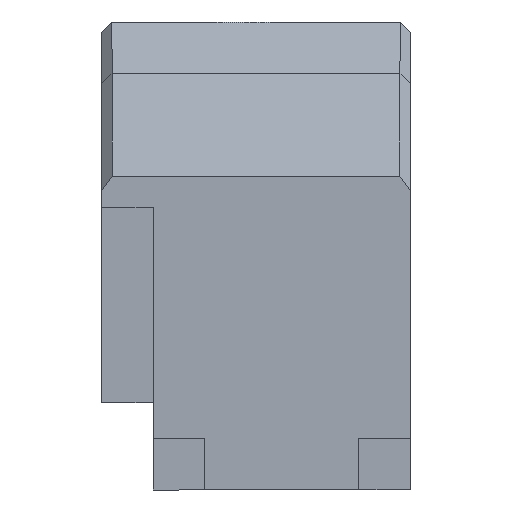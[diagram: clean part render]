
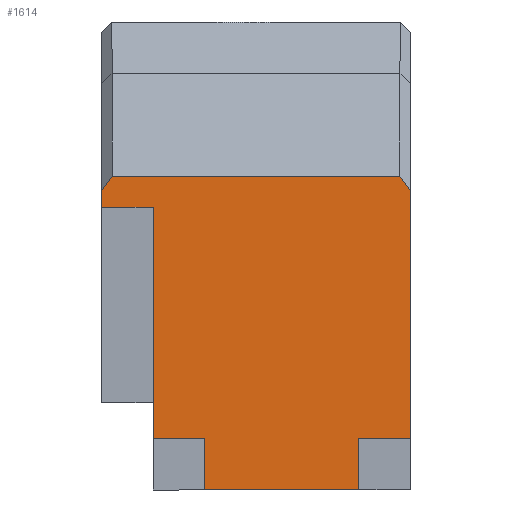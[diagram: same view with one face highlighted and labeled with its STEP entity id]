
A CAD part, left-side view. The second image highlights one B-rep face of the part: STEP entity #1614.
In plain terms, the highlighted planar face has unit normal (-1, 0, 0).
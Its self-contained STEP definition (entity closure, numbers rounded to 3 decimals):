
#3 = ORIENTED_EDGE ( 'NONE', *, *, #1187, .T. ) ;
#21 = LINE ( 'NONE', #507, #1128 ) ;
#44 = DIRECTION ( 'NONE',  ( 1., 0., 0. ) ) ;
#47 = CARTESIAN_POINT ( 'NONE',  ( -39.678, 2.674, 32.114 ) ) ;
#52 = CARTESIAN_POINT ( 'NONE',  ( -39.678, 30., 0. ) ) ;
#60 = VECTOR ( 'NONE', #1639, 1000. ) ;
#109 = CARTESIAN_POINT ( 'NONE',  ( -39.678, 30., 39.747 ) ) ;
#138 = LINE ( 'NONE', #1294, #481 ) ;
#142 = VECTOR ( 'NONE', #1425, 1000. ) ;
#227 = ORIENTED_EDGE ( 'NONE', *, *, #989, .T. ) ;
#260 = VERTEX_POINT ( 'NONE', #948 ) ;
#275 = CARTESIAN_POINT ( 'NONE',  ( -39.678, 0., 28.333 ) ) ;
#298 = LINE ( 'NONE', #537, #1516 ) ;
#321 = CARTESIAN_POINT ( 'NONE',  ( -39.678, 20., 4.247 ) ) ;
#326 = DIRECTION ( 'NONE',  ( 0., -1., 0. ) ) ;
#373 = EDGE_CURVE ( 'NONE', #1871, #2030, #406, .T. ) ;
#383 = EDGE_CURVE ( 'NONE', #1641, #1096, #2005, .T. ) ;
#384 = DIRECTION ( 'NONE',  ( 0., -1., 0. ) ) ;
#392 = DIRECTION ( 'NONE',  ( 0., 1., 0. ) ) ;
#406 = LINE ( 'NONE', #473, #2048 ) ;
#436 = DIRECTION ( 'NONE',  ( 0., 0., -1. ) ) ;
#451 = DIRECTION ( 'NONE',  ( 0., 0., -1. ) ) ;
#459 = CARTESIAN_POINT ( 'NONE',  ( -39.678, 5., 4.247 ) ) ;
#465 = ORIENTED_EDGE ( 'NONE', *, *, #1039, .T. ) ;
#469 = ORIENTED_EDGE ( 'NONE', *, *, #1419, .F. ) ;
#473 = CARTESIAN_POINT ( 'NONE',  ( -39.678, 25., 4.247 ) ) ;
#481 = VECTOR ( 'NONE', #1940, 1000. ) ;
#482 = CARTESIAN_POINT ( 'NONE',  ( -39.678, 0., 4.247 ) ) ;
#496 = VERTEX_POINT ( 'NONE', #940 ) ;
#503 = EDGE_CURVE ( 'NONE', #1096, #1871, #1103, .T. ) ;
#507 = CARTESIAN_POINT ( 'NONE',  ( -39.678, 0., 26.747 ) ) ;
#519 = VERTEX_POINT ( 'NONE', #275 ) ;
#537 = CARTESIAN_POINT ( 'NONE',  ( -39.678, 29., 29.747 ) ) ;
#543 = LINE ( 'NONE', #482, #60 ) ;
#544 = VERTEX_POINT ( 'NONE', #2106 ) ;
#583 = ORIENTED_EDGE ( 'NONE', *, *, #503, .T. ) ;
#612 = CARTESIAN_POINT ( 'NONE',  ( -39.678, 27.326, 32.114 ) ) ;
#627 = DIRECTION ( 'NONE',  ( 0., 0., -1. ) ) ;
#632 = VECTOR ( 'NONE', #326, 1000. ) ;
#676 = VECTOR ( 'NONE', #436, 1000. ) ;
#684 = CARTESIAN_POINT ( 'NONE',  ( -39.678, 25., 7.747 ) ) ;
#687 = EDGE_CURVE ( 'NONE', #873, #1921, #543, .T. ) ;
#692 = LINE ( 'NONE', #1630, #1812 ) ;
#720 = ORIENTED_EDGE ( 'NONE', *, *, #1784, .T. ) ;
#739 = FACE_OUTER_BOUND ( 'NONE', #817, .T. ) ;
#758 = EDGE_CURVE ( 'NONE', #544, #260, #21, .T. ) ;
#804 = CARTESIAN_POINT ( 'NONE',  ( -39.678, 25., 26.747 ) ) ;
#812 = LINE ( 'NONE', #612, #2018 ) ;
#817 = EDGE_LOOP ( 'NONE', ( #465, #869, #3, #227, #1409, #1345, #852, #924, #2042, #583, #1757, #720, #1707, #469, #922 ) ) ;
#852 = ORIENTED_EDGE ( 'NONE', *, *, #1900, .T. ) ;
#864 = EDGE_CURVE ( 'NONE', #1201, #1641, #2089, .T. ) ;
#869 = ORIENTED_EDGE ( 'NONE', *, *, #1289, .T. ) ;
#873 = VERTEX_POINT ( 'NONE', #459 ) ;
#874 = CARTESIAN_POINT ( 'NONE',  ( -39.678, 25., 17.158 ) ) ;
#895 = VERTEX_POINT ( 'NONE', #1260 ) ;
#910 = VECTOR ( 'NONE', #451, 1000. ) ;
#922 = ORIENTED_EDGE ( 'NONE', *, *, #687, .T. ) ;
#924 = ORIENTED_EDGE ( 'NONE', *, *, #864, .T. ) ;
#940 = CARTESIAN_POINT ( 'NONE',  ( -39.678, 29., 29.747 ) ) ;
#948 = CARTESIAN_POINT ( 'NONE',  ( -39.678, 25., 26.747 ) ) ;
#960 = DIRECTION ( 'NONE',  ( 0., 0., 1. ) ) ;
#961 = CARTESIAN_POINT ( 'NONE',  ( -39.678, 1., 29.747 ) ) ;
#980 = EDGE_CURVE ( 'NONE', #1829, #544, #1695, .T. ) ;
#981 = VERTEX_POINT ( 'NONE', #1768 ) ;
#989 = EDGE_CURVE ( 'NONE', #496, #1829, #812, .T. ) ;
#1039 = EDGE_CURVE ( 'NONE', #1921, #519, #692, .T. ) ;
#1057 = CARTESIAN_POINT ( 'NONE',  ( -39.678, 25., 15.836 ) ) ;
#1076 = CARTESIAN_POINT ( 'NONE',  ( -39.678, 30., 28.333 ) ) ;
#1096 = VERTEX_POINT ( 'NONE', #684 ) ;
#1103 = LINE ( 'NONE', #1574, #676 ) ;
#1128 = VECTOR ( 'NONE', #384, 1000. ) ;
#1153 = VECTOR ( 'NONE', #627, 1000. ) ;
#1187 = EDGE_CURVE ( 'NONE', #1899, #496, #298, .T. ) ;
#1201 = VERTEX_POINT ( 'NONE', #874 ) ;
#1239 = CARTESIAN_POINT ( 'NONE',  ( -39.678, 25., 26.747 ) ) ;
#1260 = CARTESIAN_POINT ( 'NONE',  ( -39.678, 5., -0.753 ) ) ;
#1289 = EDGE_CURVE ( 'NONE', #519, #1899, #2118, .T. ) ;
#1294 = CARTESIAN_POINT ( 'NONE',  ( -39.678, 25., 26.747 ) ) ;
#1300 = CARTESIAN_POINT ( 'NONE',  ( -39.678, 25., 4.247 ) ) ;
#1345 = ORIENTED_EDGE ( 'NONE', *, *, #758, .T. ) ;
#1356 = LINE ( 'NONE', #2151, #632 ) ;
#1409 = ORIENTED_EDGE ( 'NONE', *, *, #980, .T. ) ;
#1419 = EDGE_CURVE ( 'NONE', #873, #895, #2158, .T. ) ;
#1425 = DIRECTION ( 'NONE',  ( 0., 0., -1. ) ) ;
#1434 = VECTOR ( 'NONE', #1883, 1000. ) ;
#1516 = VECTOR ( 'NONE', #392, 1000. ) ;
#1564 = CARTESIAN_POINT ( 'NONE',  ( -39.678, 20., 4.247 ) ) ;
#1574 = CARTESIAN_POINT ( 'NONE',  ( -39.678, 25., 7.747 ) ) ;
#1614 = ADVANCED_FACE ( 'NONE', ( #739 ), #1891, .F. ) ;
#1630 = CARTESIAN_POINT ( 'NONE',  ( -39.678, 0., 0. ) ) ;
#1633 = DIRECTION ( 'NONE',  ( 0., 0., -1. ) ) ;
#1639 = DIRECTION ( 'NONE',  ( 0., -1., 0. ) ) ;
#1641 = VERTEX_POINT ( 'NONE', #1057 ) ;
#1690 = AXIS2_PLACEMENT_3D ( 'NONE', #52, #44, #2059 ) ;
#1695 = LINE ( 'NONE', #109, #910 ) ;
#1707 = ORIENTED_EDGE ( 'NONE', *, *, #1981, .T. ) ;
#1719 = LINE ( 'NONE', #1564, #142 ) ;
#1749 = DIRECTION ( 'NONE',  ( 0., 0., -1. ) ) ;
#1757 = ORIENTED_EDGE ( 'NONE', *, *, #373, .T. ) ;
#1768 = CARTESIAN_POINT ( 'NONE',  ( -39.678, 20., -0.753 ) ) ;
#1784 = EDGE_CURVE ( 'NONE', #2030, #981, #1719, .T. ) ;
#1812 = VECTOR ( 'NONE', #960, 1000. ) ;
#1829 = VERTEX_POINT ( 'NONE', #1076 ) ;
#1871 = VERTEX_POINT ( 'NONE', #1300 ) ;
#1883 = DIRECTION ( 'NONE',  ( 0., 0.577, 0.816 ) ) ;
#1891 = PLANE ( 'NONE',  #1690 ) ;
#1892 = VECTOR ( 'NONE', #1633, 1000. ) ;
#1899 = VERTEX_POINT ( 'NONE', #961 ) ;
#1900 = EDGE_CURVE ( 'NONE', #260, #1201, #138, .T. ) ;
#1921 = VERTEX_POINT ( 'NONE', #2107 ) ;
#1935 = CARTESIAN_POINT ( 'NONE',  ( -39.678, 5., 4.247 ) ) ;
#1940 = DIRECTION ( 'NONE',  ( 0., 0., -1. ) ) ;
#1965 = DIRECTION ( 'NONE',  ( 0., -1., 0. ) ) ;
#1981 = EDGE_CURVE ( 'NONE', #981, #895, #1356, .T. ) ;
#2005 = LINE ( 'NONE', #804, #1892 ) ;
#2018 = VECTOR ( 'NONE', #2113, 1000. ) ;
#2030 = VERTEX_POINT ( 'NONE', #321 ) ;
#2042 = ORIENTED_EDGE ( 'NONE', *, *, #383, .T. ) ;
#2048 = VECTOR ( 'NONE', #1965, 1000. ) ;
#2059 = DIRECTION ( 'NONE',  ( 0., 0., -1. ) ) ;
#2089 = LINE ( 'NONE', #1239, #2154 ) ;
#2106 = CARTESIAN_POINT ( 'NONE',  ( -39.678, 30., 26.747 ) ) ;
#2107 = CARTESIAN_POINT ( 'NONE',  ( -39.678, 0., 4.247 ) ) ;
#2113 = DIRECTION ( 'NONE',  ( 0., 0.577, -0.816 ) ) ;
#2118 = LINE ( 'NONE', #47, #1434 ) ;
#2151 = CARTESIAN_POINT ( 'NONE',  ( -39.678, 25., -0.753 ) ) ;
#2154 = VECTOR ( 'NONE', #1749, 1000. ) ;
#2158 = LINE ( 'NONE', #1935, #1153 ) ;
